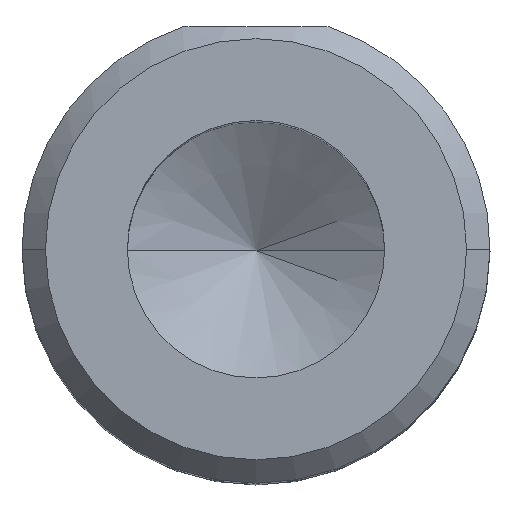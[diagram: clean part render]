
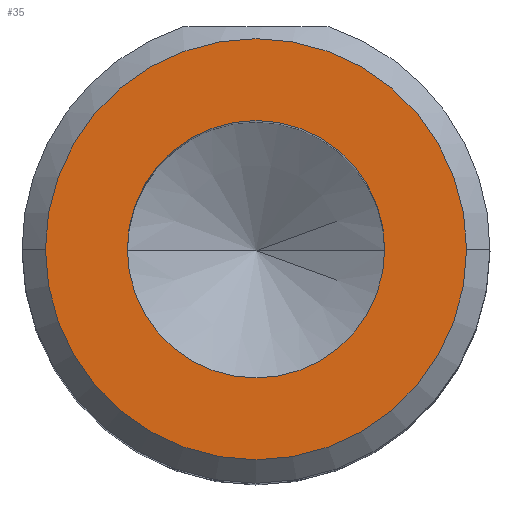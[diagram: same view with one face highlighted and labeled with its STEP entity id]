
A CAD part, top view. The second image highlights one B-rep face of the part: STEP entity #35.
In plain terms, the highlighted planar face has unit normal (0, 0, 1).
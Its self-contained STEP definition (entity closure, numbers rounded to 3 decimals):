
#35 = ADVANCED_FACE ( 'NONE', ( #662, #404 ), #358, .T. ) ;
#38 = CARTESIAN_POINT ( 'NONE',  ( -1.65, 0., 7.5 ) ) ;
#39 = AXIS2_PLACEMENT_3D ( 'NONE', #873, #308, #966 ) ;
#42 = CARTESIAN_POINT ( 'NONE',  ( 0., 0., 7.5 ) ) ;
#80 = EDGE_LOOP ( 'NONE', ( #395, #872 ) ) ;
#192 = AXIS2_PLACEMENT_3D ( 'NONE', #1027, #464, #1130 ) ;
#239 = EDGE_CURVE ( 'NONE', #403, #1190, #970, .T. ) ;
#258 = CIRCLE ( 'NONE', #356, 2.7 ) ;
#268 = VERTEX_POINT ( 'NONE', #961 ) ;
#300 = DIRECTION ( 'NONE',  ( 0., 0., 1. ) ) ;
#308 = DIRECTION ( 'NONE',  ( 0., 0., 1. ) ) ;
#309 = CARTESIAN_POINT ( 'NONE',  ( 1.65, 0., 7.5 ) ) ;
#310 = EDGE_LOOP ( 'NONE', ( #657, #1137 ) ) ;
#333 = CIRCLE ( 'NONE', #39, 1.65 ) ;
#348 = DIRECTION ( 'NONE',  ( 0., 0., 1. ) ) ;
#356 = AXIS2_PLACEMENT_3D ( 'NONE', #915, #348, #1007 ) ;
#358 = PLANE ( 'NONE',  #785 ) ;
#395 = ORIENTED_EDGE ( 'NONE', *, *, #756, .T. ) ;
#403 = VERTEX_POINT ( 'NONE', #309 ) ;
#404 = FACE_BOUND ( 'NONE', #310, .T. ) ;
#428 = CARTESIAN_POINT ( 'NONE',  ( 2.7, 0., 7.5 ) ) ;
#451 = DIRECTION ( 'NONE',  ( 0., 0., 1. ) ) ;
#464 = DIRECTION ( 'NONE',  ( 0., 0., 1. ) ) ;
#524 = CIRCLE ( 'NONE', #192, 2.7 ) ;
#657 = ORIENTED_EDGE ( 'NONE', *, *, #239, .F. ) ;
#662 = FACE_OUTER_BOUND ( 'NONE', #80, .T. ) ;
#714 = AXIS2_PLACEMENT_3D ( 'NONE', #863, #300, #955 ) ;
#756 = EDGE_CURVE ( 'NONE', #268, #1162, #258, .T. ) ;
#785 = AXIS2_PLACEMENT_3D ( 'NONE', #42, #451, #1119 ) ;
#863 = CARTESIAN_POINT ( 'NONE',  ( 0., 0., 7.5 ) ) ;
#872 = ORIENTED_EDGE ( 'NONE', *, *, #941, .T. ) ;
#873 = CARTESIAN_POINT ( 'NONE',  ( 0., 0., 7.5 ) ) ;
#915 = CARTESIAN_POINT ( 'NONE',  ( 0., 0., 7.5 ) ) ;
#941 = EDGE_CURVE ( 'NONE', #1162, #268, #524, .T. ) ;
#955 = DIRECTION ( 'NONE',  ( 1., 0., 0. ) ) ;
#961 = CARTESIAN_POINT ( 'NONE',  ( -2.7, 0., 7.5 ) ) ;
#966 = DIRECTION ( 'NONE',  ( 1., 0., 0. ) ) ;
#970 = CIRCLE ( 'NONE', #714, 1.65 ) ;
#1007 = DIRECTION ( 'NONE',  ( 1., 0., 0. ) ) ;
#1014 = EDGE_CURVE ( 'NONE', #1190, #403, #333, .T. ) ;
#1027 = CARTESIAN_POINT ( 'NONE',  ( 0., 0., 7.5 ) ) ;
#1119 = DIRECTION ( 'NONE',  ( 1., 0., 0. ) ) ;
#1130 = DIRECTION ( 'NONE',  ( 1., 0., 0. ) ) ;
#1137 = ORIENTED_EDGE ( 'NONE', *, *, #1014, .F. ) ;
#1162 = VERTEX_POINT ( 'NONE', #428 ) ;
#1190 = VERTEX_POINT ( 'NONE', #38 ) ;
